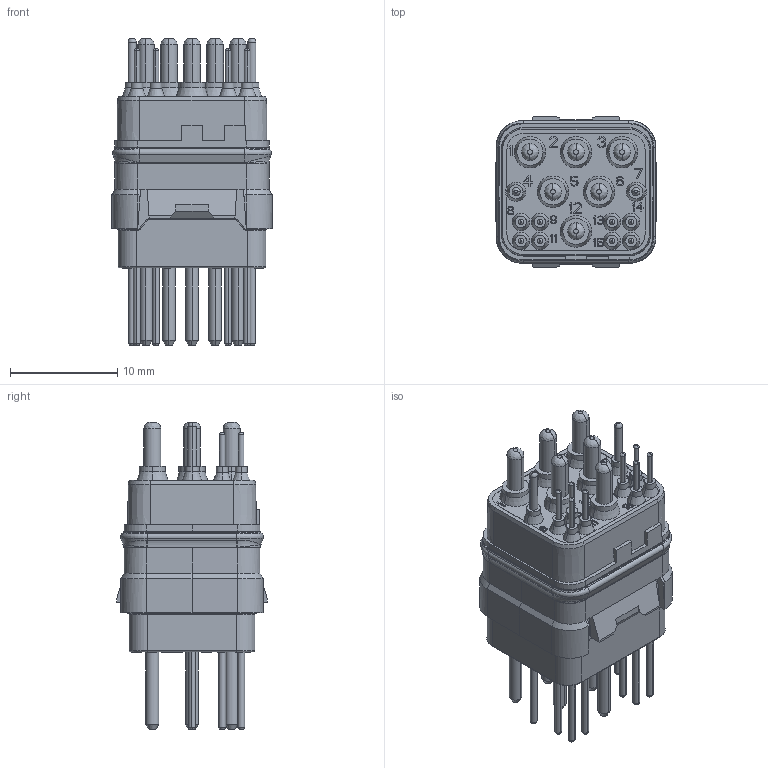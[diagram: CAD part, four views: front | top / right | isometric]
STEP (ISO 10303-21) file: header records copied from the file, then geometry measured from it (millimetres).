
FILE_DESCRIPTION((''),'2;1');
FILE_NAME('SIME1602PCF','2020-01-07T',('presta_be4'),(''),'CREO PARAMETRIC BY PTC INC, 2018360','CREO PARAMETRIC BY PTC INC, 2018360','');
FILE_SCHEMA(('CONFIG_CONTROL_DESIGN'));
Products named in the file (1): SIME1602PCF
Bounding box: 15 x 14.1 x 28.7 mm (x, y, z)
Volume: 2684.4 mm3; surface area: 3794.5 mm2
Topology: 1 solids, 1 shells, 2028 faces, 5397 edges, 3496 vertices
Faces by surface type: plane 1494, cylinder 314, cone 92, bspline 72, torus 52, sphere 4
Entity records: 66541 total; most frequent: CARTESIAN_POINT 15808, ORIENTED_EDGE 10794, DIRECTION 9999, EDGE_CURVE 5397, VECTOR 4405, LINE 4405, VERTEX_POINT 3496, AXIS2_PLACEMENT_3D 2797
